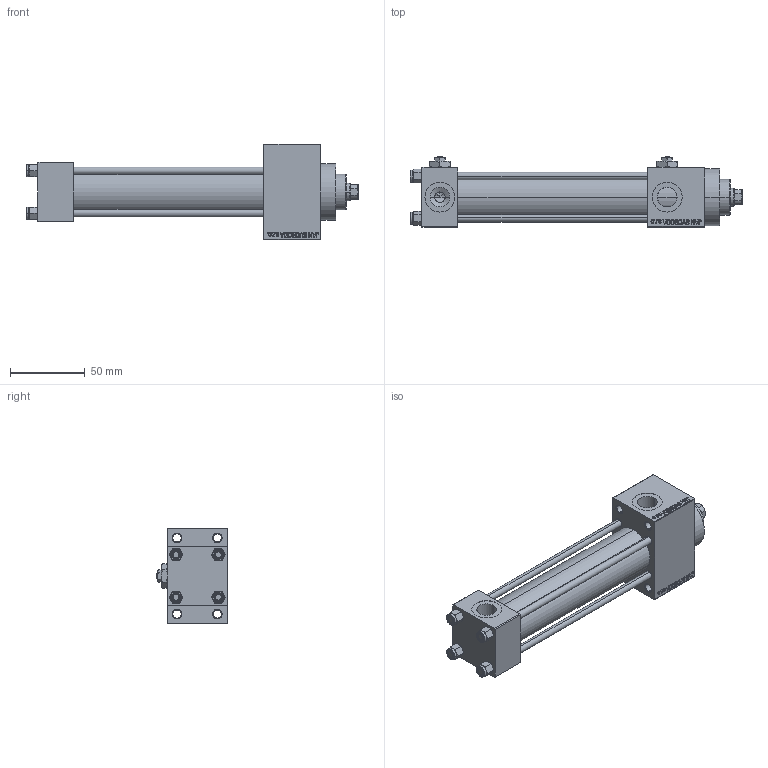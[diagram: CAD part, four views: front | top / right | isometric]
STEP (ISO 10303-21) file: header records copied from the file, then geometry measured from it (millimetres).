
FILE_DESCRIPTION (( 'STEP AP203' ), '1' );
FILE_NAME ('af6a.STEP', '2023-08-23T02:18:50', ( '' ), ( '' ), 'SwSTEP 2.0', 'SolidWorks 2019', '' );
FILE_SCHEMA (( 'CONFIG_CONTROL_DESIGN' ));
Length unit declared in the file: millimetre
Products named in the file (7): af6a; V215CR_VCP_D 92e58658ee092851634167cac0e50fd5; Zatka_pro_OIL_PORT 92e58658ee092851634167cac0e50fd5; V215CR_D_TYCINKA 92e58658ee092851634167cac0e50fd5; V215CR_D_Body 92e58658ee092851634167cac0e50fd5; V215_VC_A 92e58658ee092851634167cac0e50fd5; NUT_M5_D 92e58658ee092851634167cac0e50fd5
Assembly tree (13 placements, depth 2):
  af6a
    V215CR_D_Body 92e58658ee092851634167cac0e50fd5
    V215CR_VCP_D 92e58658ee092851634167cac0e50fd5
    NUT_M5_D 92e58658ee092851634167cac0e50fd5  x4
    V215CR_D_TYCINKA 92e58658ee092851634167cac0e50fd5  x4
    V215_VC_A 92e58658ee092851634167cac0e50fd5
    Zatka_pro_OIL_PORT 92e58658ee092851634167cac0e50fd5  x2
Bounding box: 222 x 47 x 64 mm (x, y, z)
Volume: 209101.4 mm3; surface area: 85922.7 mm2
Topology: 13 solids, 13 shells, 1201 faces, 2969 edges, 1910 vertices
Faces by surface type: plane 542, bspline 368, cone 184, cylinder 99, torus 8
Entity records: 49080 total; most frequent: CARTESIAN_POINT 25645, ORIENTED_EDGE 5238, DIRECTION 3421, EDGE_CURVE 2619, VERTEX_POINT 1708, LINE 1545, VECTOR 1545, EDGE_LOOP 1177
